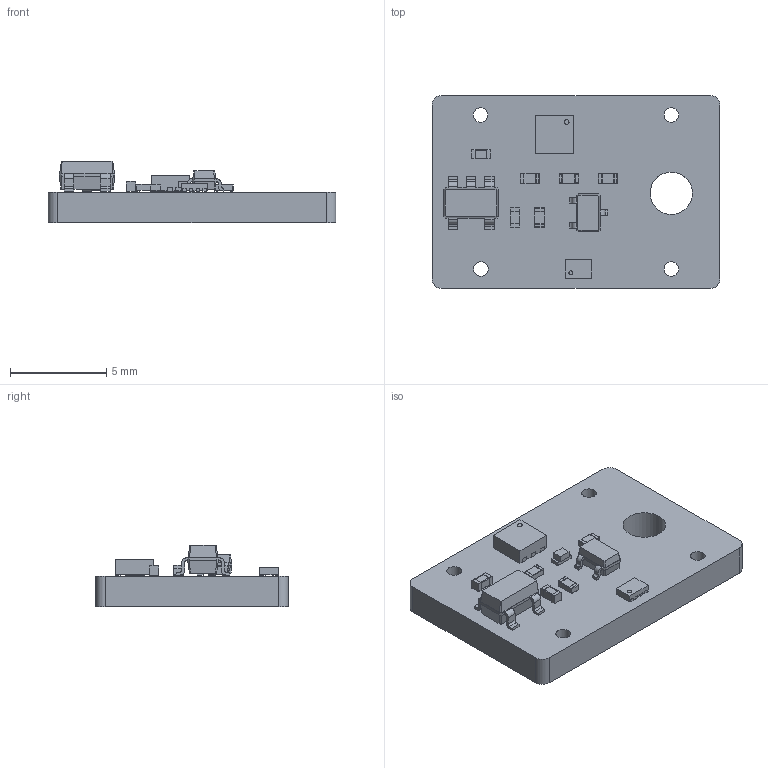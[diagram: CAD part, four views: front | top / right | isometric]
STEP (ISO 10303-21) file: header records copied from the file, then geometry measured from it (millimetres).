
FILE_DESCRIPTION(('KiCad electronic assembly'),'2;1');
FILE_NAME('magnetic_switch.step','2025-06-24T21:11:57',('Pcbnew'),( 'Kicad'),'Open CASCADE STEP processor 7.6','KiCad to STEP converter' ,'Unknown');
FILE_SCHEMA(('AUTOMOTIVE_DESIGN { 1 0 10303 214 1 1 1 1 }'));
Length unit declared in the file: millimetre
Products named in the file (16): magnetic_switch 1; R_0402_1005Metric; WSON-6-1EP_2x2mm_P0.65mm_EP1x1.6mm; WSON_6_1EP_2x2mm_P065mm_EP1x16mm; C_0402_1005Metric; SOT-323_SC-70; SOT_323_SC_70; X2SON-8_1.4x1mm_P0.35mm; X2SON_8_14x1mm_Pitch035mm; LED_0402_1005Metric; SOT-23-5; SOT_23_5; magnetic_switch_PCB
Assembly tree (18 placements, depth 3):
  magnetic_switch 1
    R_0402_1005Metric  x3
      R_0402_1005Metric
    WSON-6-1EP_2x2mm_P0.65mm_EP1x1.6mm
      WSON_6_1EP_2x2mm_P065mm_EP1x16mm
    C_0402_1005Metric  x2
      C_0402_1005Metric
    SOT-323_SC-70
      SOT_323_SC_70
    X2SON-8_1.4x1mm_P0.35mm
      X2SON_8_14x1mm_Pitch035mm
    LED_0402_1005Metric
      LED_0402_1005Metric
    SOT-23-5
      SOT_23_5
    magnetic_switch_PCB
Bounding box: 14.98 x 10.03 x 3.2 mm (x, y, z)
Volume: 244.7 mm3; surface area: 466.2 mm2
Topology: 11 solids, 11 shells, 490 faces, 1274 edges, 814 vertices
Faces by surface type: plane 335, cylinder 99, bspline 56
Full cylindrical faces by diameter (mm): 0.2 x1, 0.25 x1, 0.76 x4, 2.2 x1
Entity records: 15325 total; most frequent: CARTESIAN_POINT 2405, ORIENTED_EDGE 2132, DIRECTION 1890, EDGE_CURVE 1066, LINE 860, VECTOR 860, VERTEX_POINT 678, AXIS2_PLACEMENT_3D 515
